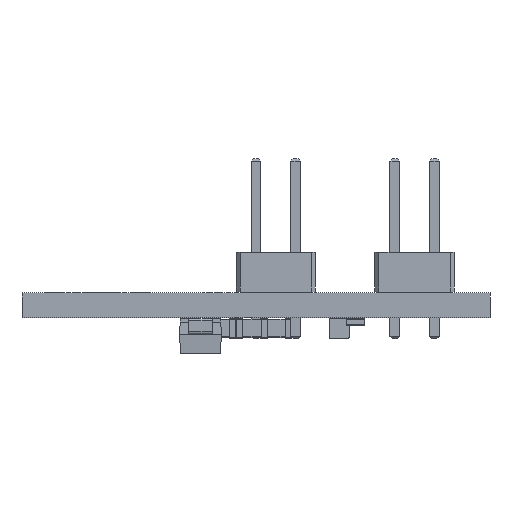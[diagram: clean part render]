
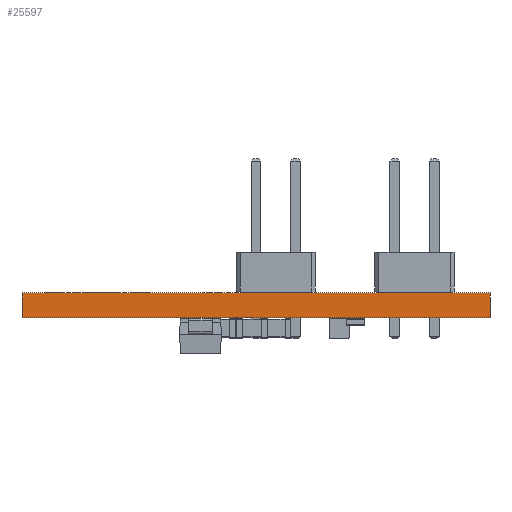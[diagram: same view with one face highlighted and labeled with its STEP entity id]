
A CAD part, front view. The second image highlights one B-rep face of the part: STEP entity #25597.
In plain terms, the highlighted planar face has unit normal (0, -1, 0).
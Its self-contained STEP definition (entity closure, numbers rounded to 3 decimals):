
#25597 = ADVANCED_FACE('',(#25598),#25612,.T.);
#25598 = FACE_BOUND('',#25599,.T.);
#25599 = EDGE_LOOP('',(#25600,#25635,#25663,#25691));
#25600 = ORIENTED_EDGE('',*,*,#25601,.T.);
#25601 = EDGE_CURVE('',#25602,#25604,#25606,.T.);
#25602 = VERTEX_POINT('',#25603);
#25603 = CARTESIAN_POINT('',(136.906,-116.586,0.));
#25604 = VERTEX_POINT('',#25605);
#25605 = CARTESIAN_POINT('',(136.906,-116.586,1.6));
#25606 = SURFACE_CURVE('',#25607,(#25611,#25623),.PCURVE_S1.);
#25607 = LINE('',#25608,#25609);
#25608 = CARTESIAN_POINT('',(136.906,-116.586,0.));
#25609 = VECTOR('',#25610,1.);
#25610 = DIRECTION('',(0.,0.,1.));
#25611 = PCURVE('',#25612,#25617);
#25612 = PLANE('',#25613);
#25613 = AXIS2_PLACEMENT_3D('',#25614,#25615,#25616);
#25614 = CARTESIAN_POINT('',(136.906,-116.586,0.));
#25615 = DIRECTION('',(0.,-1.,0.));
#25616 = DIRECTION('',(-1.,0.,0.));
#25617 = DEFINITIONAL_REPRESENTATION('',(#25618),#25622);
#25618 = LINE('',#25619,#25620);
#25619 = CARTESIAN_POINT('',(0.,-0.));
#25620 = VECTOR('',#25621,1.);
#25621 = DIRECTION('',(0.,-1.));
#25622 = ( GEOMETRIC_REPRESENTATION_CONTEXT(2) 
PARAMETRIC_REPRESENTATION_CONTEXT() REPRESENTATION_CONTEXT('2D SPACE',''
  ) );
#25623 = PCURVE('',#25624,#25629);
#25624 = PLANE('',#25625);
#25625 = AXIS2_PLACEMENT_3D('',#25626,#25627,#25628);
#25626 = CARTESIAN_POINT('',(136.906,-76.454,0.));
#25627 = DIRECTION('',(1.,0.,-0.));
#25628 = DIRECTION('',(0.,-1.,0.));
#25629 = DEFINITIONAL_REPRESENTATION('',(#25630),#25634);
#25630 = LINE('',#25631,#25632);
#25631 = CARTESIAN_POINT('',(40.132,0.));
#25632 = VECTOR('',#25633,1.);
#25633 = DIRECTION('',(0.,-1.));
#25634 = ( GEOMETRIC_REPRESENTATION_CONTEXT(2) 
PARAMETRIC_REPRESENTATION_CONTEXT() REPRESENTATION_CONTEXT('2D SPACE',''
  ) );
#25635 = ORIENTED_EDGE('',*,*,#25636,.T.);
#25636 = EDGE_CURVE('',#25604,#25637,#25639,.T.);
#25637 = VERTEX_POINT('',#25638);
#25638 = CARTESIAN_POINT('',(106.934,-116.586,1.6));
#25639 = SURFACE_CURVE('',#25640,(#25644,#25651),.PCURVE_S1.);
#25640 = LINE('',#25641,#25642);
#25641 = CARTESIAN_POINT('',(136.906,-116.586,1.6));
#25642 = VECTOR('',#25643,1.);
#25643 = DIRECTION('',(-1.,0.,0.));
#25644 = PCURVE('',#25612,#25645);
#25645 = DEFINITIONAL_REPRESENTATION('',(#25646),#25650);
#25646 = LINE('',#25647,#25648);
#25647 = CARTESIAN_POINT('',(0.,-1.6));
#25648 = VECTOR('',#25649,1.);
#25649 = DIRECTION('',(1.,0.));
#25650 = ( GEOMETRIC_REPRESENTATION_CONTEXT(2) 
PARAMETRIC_REPRESENTATION_CONTEXT() REPRESENTATION_CONTEXT('2D SPACE',''
  ) );
#25651 = PCURVE('',#25652,#25657);
#25652 = PLANE('',#25653);
#25653 = AXIS2_PLACEMENT_3D('',#25654,#25655,#25656);
#25654 = CARTESIAN_POINT('',(121.92,-96.52,1.6));
#25655 = DIRECTION('',(-0.,-0.,-1.));
#25656 = DIRECTION('',(-1.,0.,0.));
#25657 = DEFINITIONAL_REPRESENTATION('',(#25658),#25662);
#25658 = LINE('',#25659,#25660);
#25659 = CARTESIAN_POINT('',(-14.986,-20.066));
#25660 = VECTOR('',#25661,1.);
#25661 = DIRECTION('',(1.,0.));
#25662 = ( GEOMETRIC_REPRESENTATION_CONTEXT(2) 
PARAMETRIC_REPRESENTATION_CONTEXT() REPRESENTATION_CONTEXT('2D SPACE',''
  ) );
#25663 = ORIENTED_EDGE('',*,*,#25664,.F.);
#25664 = EDGE_CURVE('',#25665,#25637,#25667,.T.);
#25665 = VERTEX_POINT('',#25666);
#25666 = CARTESIAN_POINT('',(106.934,-116.586,0.));
#25667 = SURFACE_CURVE('',#25668,(#25672,#25679),.PCURVE_S1.);
#25668 = LINE('',#25669,#25670);
#25669 = CARTESIAN_POINT('',(106.934,-116.586,0.));
#25670 = VECTOR('',#25671,1.);
#25671 = DIRECTION('',(0.,0.,1.));
#25672 = PCURVE('',#25612,#25673);
#25673 = DEFINITIONAL_REPRESENTATION('',(#25674),#25678);
#25674 = LINE('',#25675,#25676);
#25675 = CARTESIAN_POINT('',(29.972,0.));
#25676 = VECTOR('',#25677,1.);
#25677 = DIRECTION('',(0.,-1.));
#25678 = ( GEOMETRIC_REPRESENTATION_CONTEXT(2) 
PARAMETRIC_REPRESENTATION_CONTEXT() REPRESENTATION_CONTEXT('2D SPACE',''
  ) );
#25679 = PCURVE('',#25680,#25685);
#25680 = PLANE('',#25681);
#25681 = AXIS2_PLACEMENT_3D('',#25682,#25683,#25684);
#25682 = CARTESIAN_POINT('',(106.934,-116.586,0.));
#25683 = DIRECTION('',(-1.,0.,0.));
#25684 = DIRECTION('',(0.,1.,0.));
#25685 = DEFINITIONAL_REPRESENTATION('',(#25686),#25690);
#25686 = LINE('',#25687,#25688);
#25687 = CARTESIAN_POINT('',(0.,0.));
#25688 = VECTOR('',#25689,1.);
#25689 = DIRECTION('',(0.,-1.));
#25690 = ( GEOMETRIC_REPRESENTATION_CONTEXT(2) 
PARAMETRIC_REPRESENTATION_CONTEXT() REPRESENTATION_CONTEXT('2D SPACE',''
  ) );
#25691 = ORIENTED_EDGE('',*,*,#25692,.F.);
#25692 = EDGE_CURVE('',#25602,#25665,#25693,.T.);
#25693 = SURFACE_CURVE('',#25694,(#25698,#25705),.PCURVE_S1.);
#25694 = LINE('',#25695,#25696);
#25695 = CARTESIAN_POINT('',(136.906,-116.586,0.));
#25696 = VECTOR('',#25697,1.);
#25697 = DIRECTION('',(-1.,0.,0.));
#25698 = PCURVE('',#25612,#25699);
#25699 = DEFINITIONAL_REPRESENTATION('',(#25700),#25704);
#25700 = LINE('',#25701,#25702);
#25701 = CARTESIAN_POINT('',(0.,-0.));
#25702 = VECTOR('',#25703,1.);
#25703 = DIRECTION('',(1.,0.));
#25704 = ( GEOMETRIC_REPRESENTATION_CONTEXT(2) 
PARAMETRIC_REPRESENTATION_CONTEXT() REPRESENTATION_CONTEXT('2D SPACE',''
  ) );
#25705 = PCURVE('',#25706,#25711);
#25706 = PLANE('',#25707);
#25707 = AXIS2_PLACEMENT_3D('',#25708,#25709,#25710);
#25708 = CARTESIAN_POINT('',(121.92,-96.52,0.));
#25709 = DIRECTION('',(-0.,-0.,-1.));
#25710 = DIRECTION('',(-1.,0.,0.));
#25711 = DEFINITIONAL_REPRESENTATION('',(#25712),#25716);
#25712 = LINE('',#25713,#25714);
#25713 = CARTESIAN_POINT('',(-14.986,-20.066));
#25714 = VECTOR('',#25715,1.);
#25715 = DIRECTION('',(1.,0.));
#25716 = ( GEOMETRIC_REPRESENTATION_CONTEXT(2) 
PARAMETRIC_REPRESENTATION_CONTEXT() REPRESENTATION_CONTEXT('2D SPACE',''
  ) );
